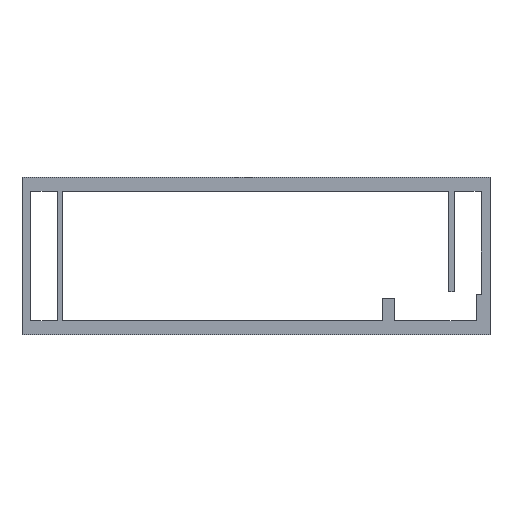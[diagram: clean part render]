
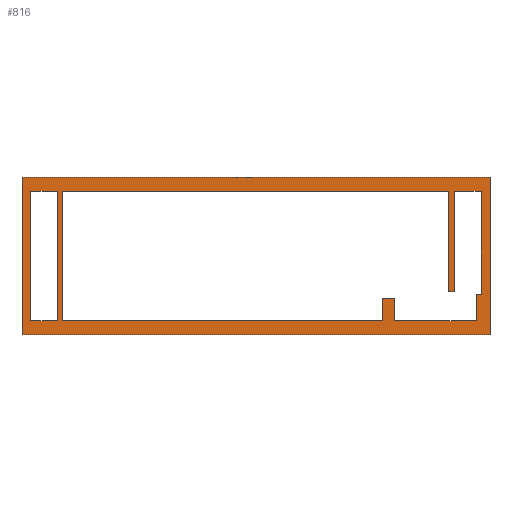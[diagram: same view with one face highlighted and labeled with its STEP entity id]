
A CAD part, top view. The second image highlights one B-rep face of the part: STEP entity #816.
In plain terms, the highlighted planar face has unit normal (0, 0, 1).
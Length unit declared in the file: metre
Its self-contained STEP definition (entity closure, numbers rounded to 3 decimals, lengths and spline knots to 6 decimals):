
#36=ORIENTED_EDGE('',*,*,#254,.T.);
#37=ORIENTED_EDGE('',*,*,#255,.T.);
#38=ORIENTED_EDGE('',*,*,#256,.F.);
#39=ORIENTED_EDGE('',*,*,#257,.T.);
#40=ORIENTED_EDGE('',*,*,#258,.F.);
#41=ORIENTED_EDGE('',*,*,#259,.T.);
#42=ORIENTED_EDGE('',*,*,#260,.T.);
#43=ORIENTED_EDGE('',*,*,#261,.F.);
#44=ORIENTED_EDGE('',*,*,#262,.F.);
#45=ORIENTED_EDGE('',*,*,#263,.F.);
#46=ORIENTED_EDGE('',*,*,#264,.F.);
#47=ORIENTED_EDGE('',*,*,#265,.F.);
#48=ORIENTED_EDGE('',*,*,#266,.T.);
#49=ORIENTED_EDGE('',*,*,#267,.F.);
#50=ORIENTED_EDGE('',*,*,#268,.F.);
#51=ORIENTED_EDGE('',*,*,#269,.T.);
#52=ORIENTED_EDGE('',*,*,#270,.T.);
#53=ORIENTED_EDGE('',*,*,#271,.T.);
#54=ORIENTED_EDGE('',*,*,#272,.F.);
#55=ORIENTED_EDGE('',*,*,#273,.T.);
#56=ORIENTED_EDGE('',*,*,#274,.F.);
#57=ORIENTED_EDGE('',*,*,#275,.F.);
#254=EDGE_CURVE('',#363,#364,#441,.T.);
#255=EDGE_CURVE('',#364,#365,#442,.T.);
#256=EDGE_CURVE('',#366,#365,#443,.T.);
#257=EDGE_CURVE('',#366,#363,#444,.T.);
#258=EDGE_CURVE('',#367,#368,#445,.T.);
#259=EDGE_CURVE('',#367,#369,#446,.T.);
#260=EDGE_CURVE('',#369,#370,#447,.T.);
#261=EDGE_CURVE('',#368,#370,#448,.T.);
#262=EDGE_CURVE('',#371,#372,#449,.T.);
#263=EDGE_CURVE('',#373,#371,#450,.T.);
#264=EDGE_CURVE('',#374,#373,#451,.T.);
#265=EDGE_CURVE('',#375,#374,#452,.T.);
#266=EDGE_CURVE('',#375,#376,#453,.T.);
#267=EDGE_CURVE('',#377,#376,#454,.T.);
#268=EDGE_CURVE('',#378,#377,#455,.T.);
#269=EDGE_CURVE('',#378,#379,#456,.T.);
#270=EDGE_CURVE('',#379,#380,#457,.T.);
#271=EDGE_CURVE('',#380,#381,#458,.T.);
#272=EDGE_CURVE('',#382,#381,#459,.T.);
#273=EDGE_CURVE('',#382,#383,#460,.T.);
#274=EDGE_CURVE('',#384,#383,#461,.T.);
#275=EDGE_CURVE('',#372,#384,#462,.T.);
#363=VERTEX_POINT('',#1179);
#364=VERTEX_POINT('',#1180);
#365=VERTEX_POINT('',#1182);
#366=VERTEX_POINT('',#1184);
#367=VERTEX_POINT('',#1187);
#368=VERTEX_POINT('',#1188);
#369=VERTEX_POINT('',#1190);
#370=VERTEX_POINT('',#1192);
#371=VERTEX_POINT('',#1195);
#372=VERTEX_POINT('',#1196);
#373=VERTEX_POINT('',#1198);
#374=VERTEX_POINT('',#1200);
#375=VERTEX_POINT('',#1202);
#376=VERTEX_POINT('',#1204);
#377=VERTEX_POINT('',#1206);
#378=VERTEX_POINT('',#1208);
#379=VERTEX_POINT('',#1210);
#380=VERTEX_POINT('',#1212);
#381=VERTEX_POINT('',#1214);
#382=VERTEX_POINT('',#1216);
#383=VERTEX_POINT('',#1218);
#384=VERTEX_POINT('',#1220);
#441=LINE('',#1178,#534);
#442=LINE('',#1181,#535);
#443=LINE('',#1183,#536);
#444=LINE('',#1185,#537);
#445=LINE('',#1186,#538);
#446=LINE('',#1189,#539);
#447=LINE('',#1191,#540);
#448=LINE('',#1193,#541);
#449=LINE('',#1194,#542);
#450=LINE('',#1197,#543);
#451=LINE('',#1199,#544);
#452=LINE('',#1201,#545);
#453=LINE('',#1203,#546);
#454=LINE('',#1205,#547);
#455=LINE('',#1207,#548);
#456=LINE('',#1209,#549);
#457=LINE('',#1211,#550);
#458=LINE('',#1213,#551);
#459=LINE('',#1215,#552);
#460=LINE('',#1217,#553);
#461=LINE('',#1219,#554);
#462=LINE('',#1221,#555);
#534=VECTOR('',#951,1.);
#535=VECTOR('',#952,1.);
#536=VECTOR('',#953,1.);
#537=VECTOR('',#954,1.);
#538=VECTOR('',#955,1.);
#539=VECTOR('',#956,1.);
#540=VECTOR('',#957,1.);
#541=VECTOR('',#958,1.);
#542=VECTOR('',#959,1.);
#543=VECTOR('',#960,1.);
#544=VECTOR('',#961,1.);
#545=VECTOR('',#962,1.);
#546=VECTOR('',#963,1.);
#547=VECTOR('',#964,1.);
#548=VECTOR('',#965,1.);
#549=VECTOR('',#966,1.);
#550=VECTOR('',#967,1.);
#551=VECTOR('',#968,1.);
#552=VECTOR('',#969,1.);
#553=VECTOR('',#970,1.);
#554=VECTOR('',#971,1.);
#555=VECTOR('',#972,1.);
#627=EDGE_LOOP('',(#36,#37,#38,#39));
#628=EDGE_LOOP('',(#40,#41,#42,#43));
#629=EDGE_LOOP('',(#44,#45,#46,#47,#48,#49,#50,#51,#52,#53,#54,#55,#56,
#57));
#700=FACE_BOUND('',#627,.T.);
#701=FACE_BOUND('',#628,.T.);
#702=FACE_BOUND('',#629,.T.);
#773=PLANE('',#880);
#816=ADVANCED_FACE('',(#700,#701,#702),#773,.T.);
#880=AXIS2_PLACEMENT_3D('',#1177,#949,#950);
#949=DIRECTION('',(0.,0.,1.));
#950=DIRECTION('',(1.,0.,0.));
#951=DIRECTION('',(1.,0.,0.));
#952=DIRECTION('',(0.,-1.,0.));
#953=DIRECTION('',(1.,0.,0.));
#954=DIRECTION('',(0.,1.,0.));
#955=DIRECTION('',(0.,1.,0.));
#956=DIRECTION('',(1.,0.,0.));
#957=DIRECTION('',(0.,1.,0.));
#958=DIRECTION('',(1.,0.,0.));
#959=DIRECTION('',(0.,1.,0.));
#960=DIRECTION('',(1.,0.,0.));
#961=DIRECTION('',(0.,-1.,0.));
#962=DIRECTION('',(1.,0.,0.));
#963=DIRECTION('',(0.,-1.,0.));
#964=DIRECTION('',(1.,0.,0.));
#965=DIRECTION('',(0.,-1.,0.));
#966=DIRECTION('',(1.,0.,0.));
#967=DIRECTION('',(0.,-1.,0.));
#968=DIRECTION('',(1.,0.,0.));
#969=DIRECTION('',(0.,-1.,0.));
#970=DIRECTION('',(1.,0.,0.));
#971=DIRECTION('',(0.,1.,0.));
#972=DIRECTION('',(1.,0.,0.));
#1177=CARTESIAN_POINT('',(0.,0.,0.008));
#1178=CARTESIAN_POINT('',(-0.048175,0.047825,0.008));
#1179=CARTESIAN_POINT('',(-0.166888,0.047825,0.008));
#1180=CARTESIAN_POINT('',(-0.147195,0.047825,0.008));
#1181=CARTESIAN_POINT('',(-0.147195,0.,0.008));
#1182=CARTESIAN_POINT('',(-0.147195,-0.047825,0.008));
#1183=CARTESIAN_POINT('',(0.146719,-0.047825,0.008));
#1184=CARTESIAN_POINT('',(-0.166888,-0.047825,0.008));
#1185=CARTESIAN_POINT('',(-0.166888,0.,0.008));
#1186=CARTESIAN_POINT('',(-0.173388,0.,0.008));
#1187=CARTESIAN_POINT('',(-0.173388,-0.058325,0.008));
#1188=CARTESIAN_POINT('',(-0.173388,0.058325,0.008));
#1189=CARTESIAN_POINT('',(-0.09635,-0.058325,0.008));
#1190=CARTESIAN_POINT('',(0.173388,-0.058325,0.008));
#1191=CARTESIAN_POINT('',(0.173388,0.,0.008));
#1192=CARTESIAN_POINT('',(0.173388,0.058325,0.008));
#1193=CARTESIAN_POINT('',(-0.09635,0.058325,0.008));
#1194=CARTESIAN_POINT('',(0.163161,-0.038745,0.008));
#1195=CARTESIAN_POINT('',(0.163161,-0.047825,0.008));
#1196=CARTESIAN_POINT('',(0.163161,-0.028455,0.008));
#1197=CARTESIAN_POINT('',(0.146719,-0.047825,0.008));
#1198=CARTESIAN_POINT('',(0.10268,-0.047825,0.008));
#1199=CARTESIAN_POINT('',(0.10268,-0.039531,0.008));
#1200=CARTESIAN_POINT('',(0.10268,-0.031236,0.008));
#1201=CARTESIAN_POINT('',(0.10018,-0.031236,0.008));
#1202=CARTESIAN_POINT('',(0.09368,-0.031236,0.008));
#1203=CARTESIAN_POINT('',(0.09368,-0.039531,0.008));
#1204=CARTESIAN_POINT('',(0.09368,-0.047825,0.008));
#1205=CARTESIAN_POINT('',(0.146719,-0.047825,0.008));
#1206=CARTESIAN_POINT('',(-0.143695,-0.047825,0.008));
#1207=CARTESIAN_POINT('',(-0.143695,0.,0.008));
#1208=CARTESIAN_POINT('',(-0.143695,0.047825,0.008));
#1209=CARTESIAN_POINT('',(-0.048175,0.047825,0.008));
#1210=CARTESIAN_POINT('',(0.142736,0.047825,0.008));
#1211=CARTESIAN_POINT('',(0.142736,-0.026955,0.008));
#1212=CARTESIAN_POINT('',(0.142736,-0.026455,0.008));
#1213=CARTESIAN_POINT('',(0.145836,-0.026455,0.008));
#1214=CARTESIAN_POINT('',(0.146936,-0.026455,0.008));
#1215=CARTESIAN_POINT('',(0.146936,-0.027955,0.008));
#1216=CARTESIAN_POINT('',(0.146936,0.047825,0.008));
#1217=CARTESIAN_POINT('',(-0.048175,0.047825,0.008));
#1218=CARTESIAN_POINT('',(0.166888,0.047825,0.008));
#1219=CARTESIAN_POINT('',(0.166888,0.,0.008));
#1220=CARTESIAN_POINT('',(0.166888,-0.028455,0.008));
#1221=CARTESIAN_POINT('',(0.166452,-0.028455,0.008));
